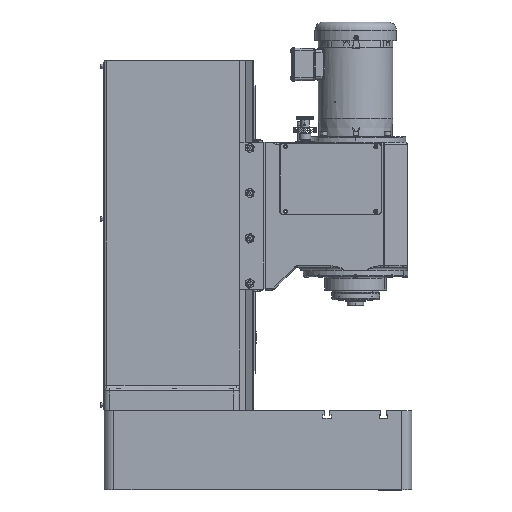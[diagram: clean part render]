
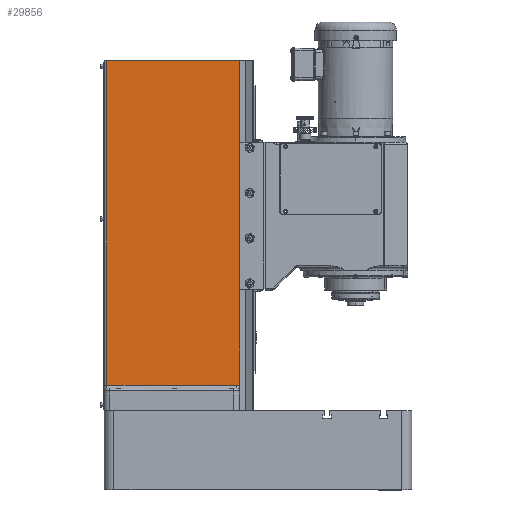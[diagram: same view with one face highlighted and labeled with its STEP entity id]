
A CAD part, top view. The second image highlights one B-rep face of the part: STEP entity #29856.
In plain terms, the highlighted planar face has unit normal (0, 0, 1).
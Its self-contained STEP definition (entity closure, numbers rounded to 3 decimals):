
#2387 = EDGE_CURVE ( 'NONE', #12862, #62230, #11213, .T. ) ;
#2449 = VECTOR ( 'NONE', #56575, 1000. ) ;
#2834 = LINE ( 'NONE', #50539, #62562 ) ;
#6723 = CARTESIAN_POINT ( 'NONE',  ( 319.799, 1203.532, 627.163 ) ) ;
#8329 = CARTESIAN_POINT ( 'NONE',  ( 14.999, 1203.532, 627.163 ) ) ;
#9437 = CARTESIAN_POINT ( 'NONE',  ( 21.349, 473.282, 627.163 ) ) ;
#10086 = FACE_OUTER_BOUND ( 'NONE', #38535, .T. ) ;
#11213 = CIRCLE ( 'NONE', #62822, 12.7 ) ;
#12862 = VERTEX_POINT ( 'NONE', #27582 ) ;
#13598 = ORIENTED_EDGE ( 'NONE', *, *, #2387, .F. ) ;
#14289 = DIRECTION ( 'NONE',  ( -1., 0., 0. ) ) ;
#15302 = ORIENTED_EDGE ( 'NONE', *, *, #40517, .T. ) ;
#15995 = VECTOR ( 'NONE', #14289, 1000. ) ;
#22941 = VERTEX_POINT ( 'NONE', #6723 ) ;
#23589 = CARTESIAN_POINT ( 'NONE',  ( 313.449, 460.582, 627.163 ) ) ;
#25638 = CARTESIAN_POINT ( 'NONE',  ( 14.999, 1203.532, 627.163 ) ) ;
#27582 = CARTESIAN_POINT ( 'NONE',  ( 319.799, 471.58, 627.163 ) ) ;
#28190 = DIRECTION ( 'NONE',  ( 1., 0., 0. ) ) ;
#29413 = DIRECTION ( 'NONE',  ( 1., 0., 0. ) ) ;
#29764 = LINE ( 'NONE', #45323, #58628 ) ;
#29856 = ADVANCED_FACE ( 'NONE', ( #10086 ), #54816, .T. ) ;
#32742 = EDGE_CURVE ( 'NONE', #22941, #12862, #63981, .T. ) ;
#33163 = ORIENTED_EDGE ( 'NONE', *, *, #42689, .T. ) ;
#37639 = DIRECTION ( 'NONE',  ( 1., 0., 0. ) ) ;
#38535 = EDGE_LOOP ( 'NONE', ( #41028, #39140, #15302, #33163, #13598 ) ) ;
#39140 = ORIENTED_EDGE ( 'NONE', *, *, #45149, .T. ) ;
#40517 = EDGE_CURVE ( 'NONE', #53426, #43116, #2834, .T. ) ;
#41028 = ORIENTED_EDGE ( 'NONE', *, *, #32742, .F. ) ;
#42689 = EDGE_CURVE ( 'NONE', #43116, #62230, #29764, .T. ) ;
#43116 = VERTEX_POINT ( 'NONE', #9437 ) ;
#44795 = CARTESIAN_POINT ( 'NONE',  ( 313.449, 473.282, 627.163 ) ) ;
#45149 = EDGE_CURVE ( 'NONE', #22941, #53426, #61058, .T. ) ;
#45323 = CARTESIAN_POINT ( 'NONE',  ( 14.999, 473.282, 627.163 ) ) ;
#50539 = CARTESIAN_POINT ( 'NONE',  ( 21.349, 466.932, 627.163 ) ) ;
#50755 = CARTESIAN_POINT ( 'NONE',  ( 319.799, 1203.532, 627.163 ) ) ;
#53426 = VERTEX_POINT ( 'NONE', #54680 ) ;
#54680 = CARTESIAN_POINT ( 'NONE',  ( 21.349, 1203.532, 627.163 ) ) ;
#54816 = PLANE ( 'NONE',  #63805 ) ;
#56575 = DIRECTION ( 'NONE',  ( 0., -1., 0. ) ) ;
#58628 = VECTOR ( 'NONE', #28190, 1000. ) ;
#61058 = LINE ( 'NONE', #25638, #15995 ) ;
#62202 = DIRECTION ( 'NONE',  ( 0., -1., 0. ) ) ;
#62230 = VERTEX_POINT ( 'NONE', #44795 ) ;
#62562 = VECTOR ( 'NONE', #62202, 1000. ) ;
#62822 = AXIS2_PLACEMENT_3D ( 'NONE', #23589, #64006, #29413 ) ;
#63805 = AXIS2_PLACEMENT_3D ( 'NONE', #8329, #72333, #37639 ) ;
#63981 = LINE ( 'NONE', #50755, #2449 ) ;
#64006 = DIRECTION ( 'NONE',  ( 0., 0., 1. ) ) ;
#72333 = DIRECTION ( 'NONE',  ( 0., 0., 1. ) ) ;
